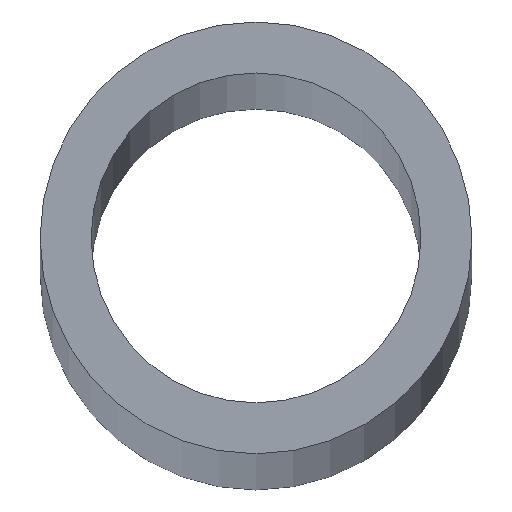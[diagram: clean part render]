
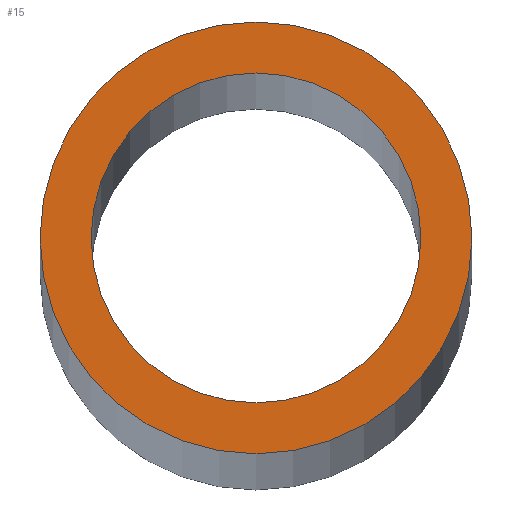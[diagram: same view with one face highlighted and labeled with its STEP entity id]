
A CAD part, top view. The second image highlights one B-rep face of the part: STEP entity #15.
In plain terms, the highlighted planar face has unit normal (0, 0, 1).
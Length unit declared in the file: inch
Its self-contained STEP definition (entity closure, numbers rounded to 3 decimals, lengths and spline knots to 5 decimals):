
#3 = DIRECTION ( 'NONE',  ( 0., 0., 1. ) ) ;
#12 = ORIENTED_EDGE ( 'NONE', *, *, #165, .T. ) ;
#15 = ADVANCED_FACE ( 'NONE', ( #32, #159 ), #52, .T. ) ;
#22 = CARTESIAN_POINT ( 'NONE',  ( 0., 0., 216. ) ) ;
#28 = EDGE_CURVE ( 'NONE', #56, #29, #151, .T. ) ;
#29 = VERTEX_POINT ( 'NONE', #199 ) ;
#31 = ORIENTED_EDGE ( 'NONE', *, *, #60, .T. ) ;
#32 = FACE_OUTER_BOUND ( 'NONE', #210, .T. ) ;
#50 = VERTEX_POINT ( 'NONE', #120 ) ;
#51 = AXIS2_PLACEMENT_3D ( 'NONE', #234, #139, #126 ) ;
#52 = PLANE ( 'NONE',  #85 ) ;
#55 = CARTESIAN_POINT ( 'NONE',  ( 2.25, 0., 216. ) ) ;
#56 = VERTEX_POINT ( 'NONE', #158 ) ;
#57 = CARTESIAN_POINT ( 'NONE',  ( 0., 0., 216. ) ) ;
#60 = EDGE_CURVE ( 'NONE', #94, #50, #123, .T. ) ;
#69 = CIRCLE ( 'NONE', #213, 2.25 ) ;
#82 = DIRECTION ( 'NONE',  ( 1., 0., 0. ) ) ;
#85 = AXIS2_PLACEMENT_3D ( 'NONE', #95, #134, #215 ) ;
#86 = DIRECTION ( 'NONE',  ( 1., 0., 0. ) ) ;
#94 = VERTEX_POINT ( 'NONE', #55 ) ;
#95 = CARTESIAN_POINT ( 'NONE',  ( 0., 0., 216. ) ) ;
#98 = DIRECTION ( 'NONE',  ( 1., 0., 0. ) ) ;
#107 = CIRCLE ( 'NONE', #51, 1.719 ) ;
#120 = CARTESIAN_POINT ( 'NONE',  ( -2.25, 0., 216. ) ) ;
#122 = DIRECTION ( 'NONE',  ( 0., 0., 1. ) ) ;
#123 = CIRCLE ( 'NONE', #241, 2.25 ) ;
#126 = DIRECTION ( 'NONE',  ( 1., 0., 0. ) ) ;
#134 = DIRECTION ( 'NONE',  ( 0., 0., 1. ) ) ;
#139 = DIRECTION ( 'NONE',  ( 0., 0., 1. ) ) ;
#142 = DIRECTION ( 'NONE',  ( 0., 0., 1. ) ) ;
#151 = CIRCLE ( 'NONE', #207, 1.719 ) ;
#158 = CARTESIAN_POINT ( 'NONE',  ( 1.719, 0., 216. ) ) ;
#159 = FACE_BOUND ( 'NONE', #212, .T. ) ;
#165 = EDGE_CURVE ( 'NONE', #50, #94, #69, .T. ) ;
#199 = CARTESIAN_POINT ( 'NONE',  ( -1.719, 0., 216. ) ) ;
#205 = EDGE_CURVE ( 'NONE', #29, #56, #107, .T. ) ;
#207 = AXIS2_PLACEMENT_3D ( 'NONE', #22, #142, #98 ) ;
#210 = EDGE_LOOP ( 'NONE', ( #12, #31 ) ) ;
#212 = EDGE_LOOP ( 'NONE', ( #245, #225 ) ) ;
#213 = AXIS2_PLACEMENT_3D ( 'NONE', #57, #122, #82 ) ;
#215 = DIRECTION ( 'NONE',  ( 1., 0., 0. ) ) ;
#218 = CARTESIAN_POINT ( 'NONE',  ( 0., 0., 216. ) ) ;
#225 = ORIENTED_EDGE ( 'NONE', *, *, #28, .F. ) ;
#234 = CARTESIAN_POINT ( 'NONE',  ( 0., 0., 216. ) ) ;
#241 = AXIS2_PLACEMENT_3D ( 'NONE', #218, #3, #86 ) ;
#245 = ORIENTED_EDGE ( 'NONE', *, *, #205, .F. ) ;
